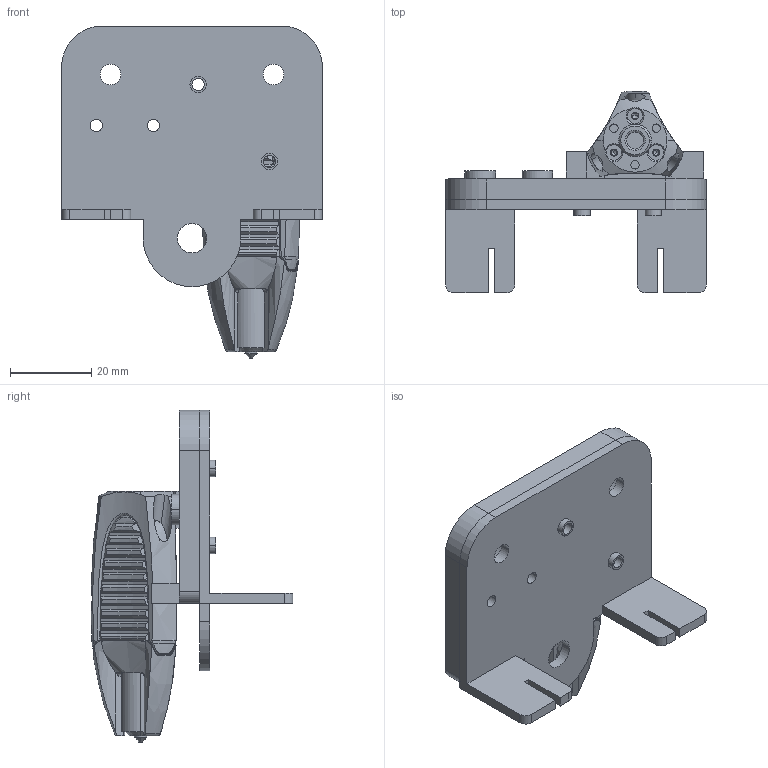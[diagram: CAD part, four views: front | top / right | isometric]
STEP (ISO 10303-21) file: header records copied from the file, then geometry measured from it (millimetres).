
FILE_DESCRIPTION (( 'STEP AP214' ), '1' );
FILE_NAME ('ender3_v.STEP', '2024-12-17T21:49:25', ( '' ), ( '' ), 'SwSTEP 2.0', 'SolidWorks 2024', '' );
FILE_SCHEMA (( 'AUTOMOTIVE_DESIGN' ));
Length unit declared in the file: millimetre
Products named in the file (4): INo Trident Mockup 032023; ender3_v; ender3_文件夹 333; ender3_ad
Assembly tree (3 placements, depth 2):
  ender3_v
    ender3_文件夹 333
    INo Trident Mockup 032023
    ender3_ad
Bounding box: 64 x 49.56 x 81.5 mm (x, y, z)
Volume: 36171.3 mm3; surface area: 24071 mm2
Topology: 3 solids, 7 shells, 708 faces, 1956 edges, 1274 vertices
Faces by surface type: cylinder 263, plane 228, cone 119, bspline 92, torus 6
Entity records: 28389 total; most frequent: CARTESIAN_POINT 11595, ORIENTED_EDGE 3900, DIRECTION 2888, EDGE_CURVE 1950, VERTEX_POINT 1274, AXIS2_PLACEMENT_3D 1079, EDGE_LOOP 798, LINE 730
